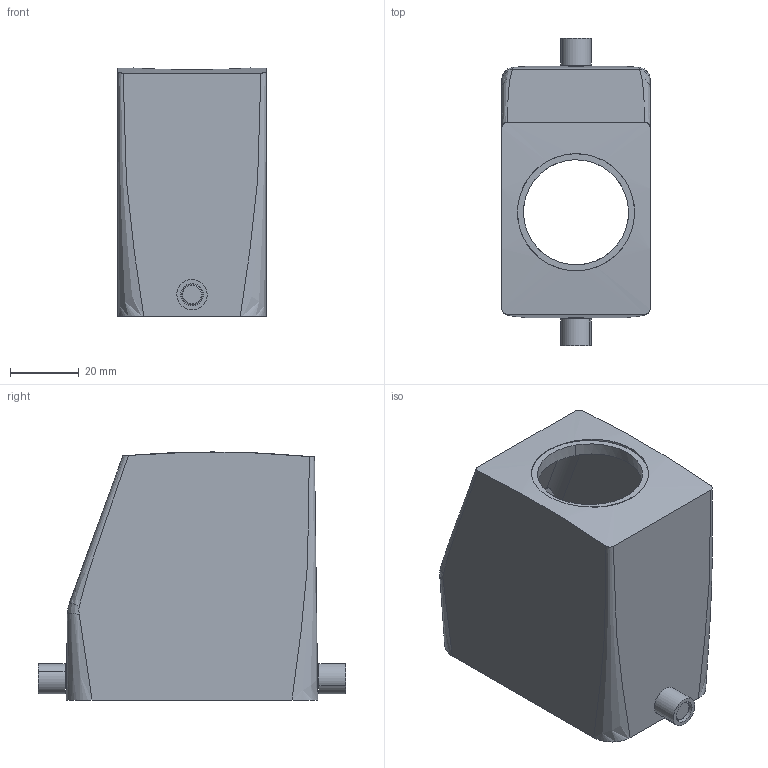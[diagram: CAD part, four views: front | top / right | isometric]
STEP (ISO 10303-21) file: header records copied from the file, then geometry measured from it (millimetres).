
FILE_DESCRIPTION(('CATIA V5 STEP Exchange','CAx-IF Rec.Pracs.--- Model Styling and Organization---1.4--- 2014-01-23'),'2;1');
FILE_NAME ('451795-1_0', '2021-12-07T16:46:51+00:00', ('none'), ('Weidmueller'), 'CATIA Version 5-6 Release 2016 SP3 HF44', 'CATIA V5 STEP AP214', 'none');
FILE_SCHEMA(('AUTOMOTIVE_DESIGN { 1 0 10303 214 1 1 1 1 }'));
Length unit declared in the file: millimetre
Products named in the file (1): 2544000000
Bounding box: 43 x 89.3 x 72 mm (x, y, z)
Volume: 64898.1 mm3; surface area: 33888.5 mm2
Topology: 3 solids, 3 shells, 890 faces, 2483 edges, 1524 vertices
Faces by surface type: plane 529, cylinder 293, cone 48, torus 12, bspline 8
Entity records: 27047 total; most frequent: CARTESIAN_POINT 6165, ORIENTED_EDGE 4950, DIRECTION 3274, EDGE_CURVE 2475, AXIS2_PLACEMENT_3D 1547, VERTEX_POINT 1524, VECTOR 1292, LINE 1292
